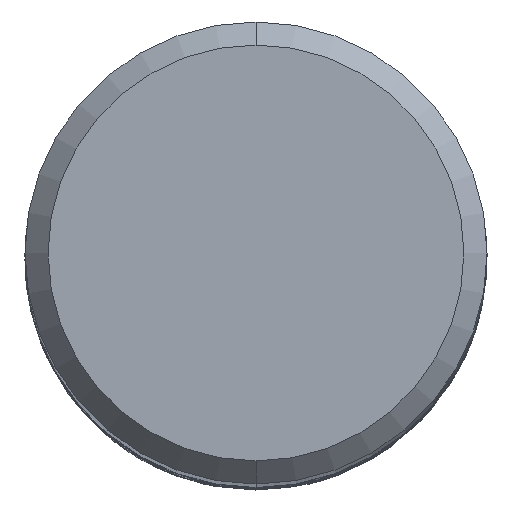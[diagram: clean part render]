
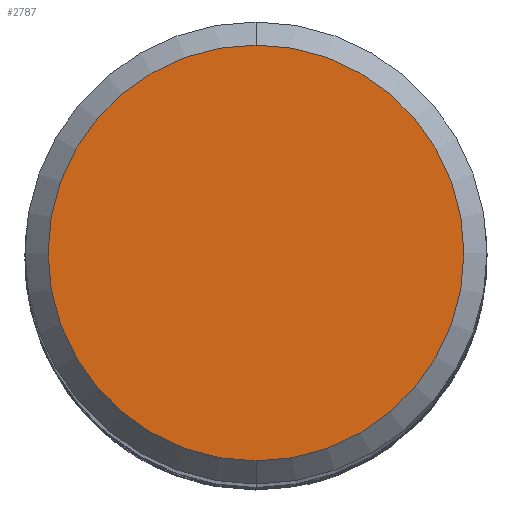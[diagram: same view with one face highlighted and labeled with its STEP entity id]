
A CAD part, top view. The second image highlights one B-rep face of the part: STEP entity #2787.
In plain terms, the highlighted planar face has unit normal (0, 0, 1).
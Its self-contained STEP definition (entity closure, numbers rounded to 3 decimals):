
#2177=EDGE_CURVE('',#2707,#3165,#4710,.T.);
#2707=VERTEX_POINT('',#5287);
#2787=ADVANCED_FACE('',(#5372),#5373,.T.);
#3137=EDGE_CURVE('',#3165,#2707,#5753,.T.);
#3165=VERTEX_POINT('',#5784);
#4710=CIRCLE('',#16682,5.4);
#5287=CARTESIAN_POINT('',(0.,-5.4,0.0));
#5372=FACE_OUTER_BOUND('',#22774,.T.);
#5373=PLANE('',#22775);
#5753=CIRCLE('',#26010,5.4);
#5784=CARTESIAN_POINT('',(0.0,5.4,0.0));
#16682=AXIS2_PLACEMENT_3D('',#32978,#32979,#32980);
#22774=EDGE_LOOP('',(#33663,#33664));
#22775=AXIS2_PLACEMENT_3D('',#33665,#33666,#33667);
#26010=AXIS2_PLACEMENT_3D('',#34027,#34028,#34029);
#32978=CARTESIAN_POINT('',(0.0,0.0,0.0));
#32979=DIRECTION('',(0.0,0.0,-1.0));
#32980=DIRECTION('',(0.0,1.0,0.0));
#33663=ORIENTED_EDGE('',*,*,#3137,.F.);
#33664=ORIENTED_EDGE('',*,*,#2177,.F.);
#33665=CARTESIAN_POINT('',(0.0,2.7,0.0));
#33666=DIRECTION('',(-0.0,0.0,1.0));
#33667=DIRECTION('',(0.0,-1.0,0.0));
#34027=CARTESIAN_POINT('',(0.0,0.0,0.0));
#34028=DIRECTION('',(0.0,0.0,-1.0));
#34029=DIRECTION('',(0.0,1.0,0.0));
